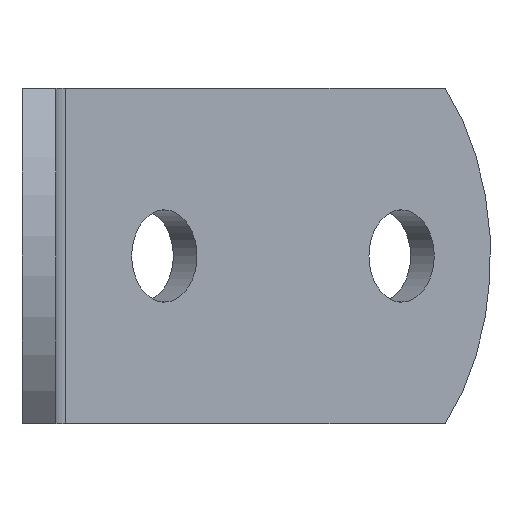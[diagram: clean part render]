
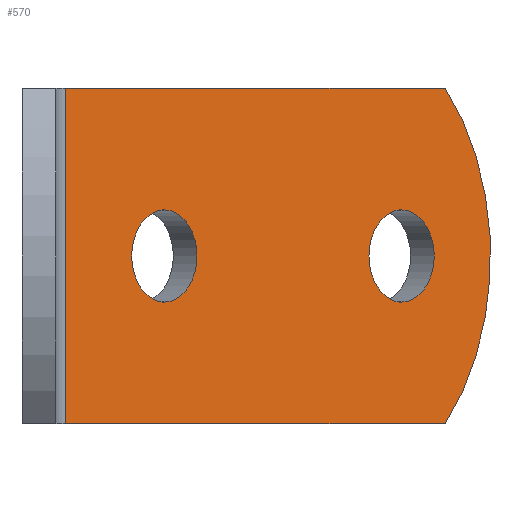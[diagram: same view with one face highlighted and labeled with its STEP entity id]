
A CAD part, front view. The second image highlights one B-rep face of the part: STEP entity #570.
In plain terms, the highlighted planar face has unit normal (0.707, -0.707, 0).
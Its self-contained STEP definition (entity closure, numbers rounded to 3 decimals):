
#192=CARTESIAN_POINT('',(50.46,44.803,-20.0));
#193=VERTEX_POINT('',#192);
#194=CARTESIAN_POINT('',(50.46,44.803,20.0));
#195=VERTEX_POINT('',#194);
#196=CARTESIAN_POINT('',(34.648,28.991,0.0));
#197=DIRECTION('',(0.707,-0.707,0.));
#198=DIRECTION('',(0.527,0.527,0.667));
#199=AXIS2_PLACEMENT_3D('',#196,#197,#198);
#200=CIRCLE('',#199,30.);
#201=EDGE_CURVE('',#193,#195,#200,.T.);
#288=CARTESIAN_POINT('',(5.172,-0.485,-20.0));
#289=VERTEX_POINT('',#288);
#290=CARTESIAN_POINT('',(5.172,-0.485,-20.0));
#291=DIRECTION('',(0.707,0.707,0.0));
#292=VECTOR('',#291,64.047);
#293=LINE('',#290,#292);
#294=EDGE_CURVE('',#289,#193,#293,.T.);
#335=CARTESIAN_POINT('',(20.86,15.203,0.0));
#336=VERTEX_POINT('',#335);
#337=CARTESIAN_POINT('',(16.971,11.314,0.));
#338=DIRECTION('',(-0.707,0.707,0.));
#339=DIRECTION('',(0.707,0.707,0.0));
#340=AXIS2_PLACEMENT_3D('',#337,#338,#339);
#341=CIRCLE('',#340,5.5);
#342=EDGE_CURVE('',#336,#336,#341,.T.);
#376=CARTESIAN_POINT('',(49.144,43.487,0.0));
#377=VERTEX_POINT('',#376);
#378=CARTESIAN_POINT('',(45.255,39.598,0.));
#379=DIRECTION('',(-0.707,0.707,0.));
#380=DIRECTION('',(0.707,0.707,0.0));
#381=AXIS2_PLACEMENT_3D('',#378,#379,#380);
#382=CIRCLE('',#381,5.5);
#383=EDGE_CURVE('',#377,#377,#382,.T.);
#475=CARTESIAN_POINT('',(5.172,-0.485,20.0));
#476=VERTEX_POINT('',#475);
#477=CARTESIAN_POINT('',(5.172,-0.485,20.0));
#478=DIRECTION('',(0.0,0.0,-1.0));
#479=VECTOR('',#478,40.0);
#480=LINE('',#477,#479);
#481=EDGE_CURVE('',#476,#289,#480,.T.);
#544=CARTESIAN_POINT('',(5.172,-0.485,20.0));
#545=DIRECTION('',(0.707,0.707,0.0));
#546=VECTOR('',#545,64.047);
#547=LINE('',#544,#546);
#548=EDGE_CURVE('',#476,#195,#547,.T.);
#553=CARTESIAN_POINT('',(-7.034,-12.691,0.0));
#554=DIRECTION('',(0.707,-0.707,0.));
#555=DIRECTION('',(0.0,0.0,-1.0));
#556=AXIS2_PLACEMENT_3D('',#553,#554,#555);
#557=PLANE('',#556);
#558=ORIENTED_EDGE('',*,*,#201,.T.);
#559=ORIENTED_EDGE('',*,*,#548,.F.);
#560=ORIENTED_EDGE('',*,*,#481,.T.);
#561=ORIENTED_EDGE('',*,*,#294,.T.);
#562=EDGE_LOOP('',(#558,#559,#560,#561));
#563=FACE_OUTER_BOUND('',#562,.T.);
#564=ORIENTED_EDGE('',*,*,#342,.T.);
#565=EDGE_LOOP('',(#564));
#566=FACE_BOUND('',#565,.T.);
#567=ORIENTED_EDGE('',*,*,#383,.T.);
#568=EDGE_LOOP('',(#567));
#569=FACE_BOUND('',#568,.T.);
#570=ADVANCED_FACE('',(#563,#566,#569),#557,.T.);
